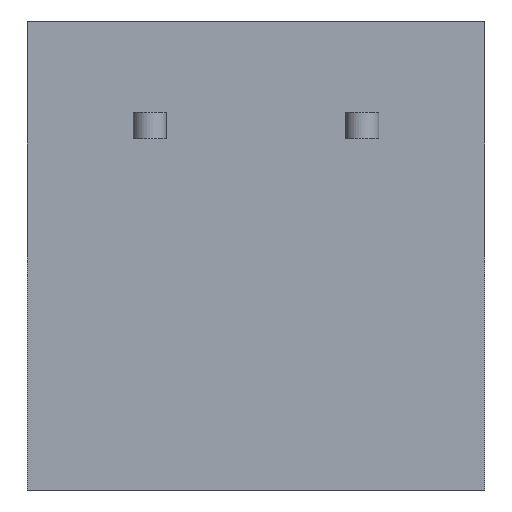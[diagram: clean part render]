
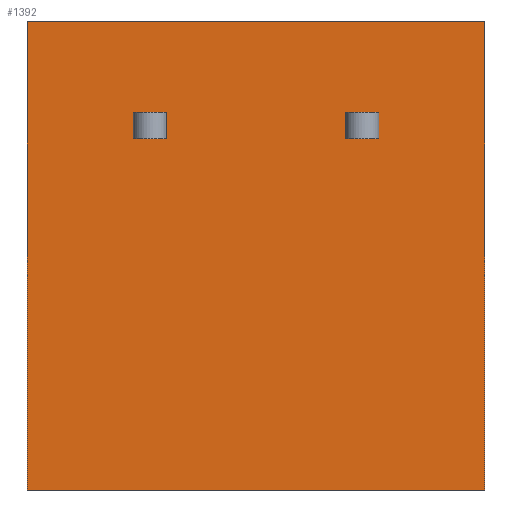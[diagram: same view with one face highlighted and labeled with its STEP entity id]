
A CAD part, front view. The second image highlights one B-rep face of the part: STEP entity #1392.
In plain terms, the highlighted planar face has unit normal (0, -1, 0).
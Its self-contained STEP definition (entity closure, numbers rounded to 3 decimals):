
#98=FACE_OUTER_BOUND('',#176,.T.);
#176=EDGE_LOOP('',(#1075,#1076,#1077,#1078));
#290=LINE('',#2103,#462);
#298=LINE('',#2124,#470);
#300=LINE('',#2128,#472);
#302=LINE('',#2131,#474);
#462=VECTOR('',#1696,10.);
#470=VECTOR('',#1722,10.);
#472=VECTOR('',#1726,10.);
#474=VECTOR('',#1730,10.);
#622=VERTEX_POINT('',#2100);
#623=VERTEX_POINT('',#2102);
#627=VERTEX_POINT('',#2123);
#628=VERTEX_POINT('',#2127);
#776=EDGE_CURVE('',#622,#623,#290,.T.);
#786=EDGE_CURVE('',#627,#623,#298,.T.);
#788=EDGE_CURVE('',#627,#628,#300,.T.);
#790=EDGE_CURVE('',#622,#628,#302,.T.);
#1075=ORIENTED_EDGE('',*,*,#790,.T.);
#1076=ORIENTED_EDGE('',*,*,#788,.F.);
#1077=ORIENTED_EDGE('',*,*,#786,.T.);
#1078=ORIENTED_EDGE('',*,*,#776,.F.);
#1320=PLANE('',#1501);
#1392=ADVANCED_FACE('',(#98),#1320,.T.);
#1501=AXIS2_PLACEMENT_3D('',#2132,#1731,#1732);
#1696=DIRECTION('',(-1.,0.,0.));
#1722=DIRECTION('',(0.,0.,-1.));
#1726=DIRECTION('',(1.,0.,0.));
#1730=DIRECTION('',(0.,0.,1.));
#1731=DIRECTION('center_axis',(0.,-1.,0.));
#1732=DIRECTION('ref_axis',(1.,0.,0.));
#2100=CARTESIAN_POINT('',(6.85,0.,-10.9));
#2102=CARTESIAN_POINT('',(-6.85,0.,-10.9));
#2103=CARTESIAN_POINT('',(6.85,0.,-10.9));
#2123=CARTESIAN_POINT('',(-6.85,0.,3.1));
#2124=CARTESIAN_POINT('',(-6.85,0.,0.));
#2127=CARTESIAN_POINT('',(6.85,0.,3.1));
#2128=CARTESIAN_POINT('',(6.85,0.,3.1));
#2131=CARTESIAN_POINT('',(6.85,0.,0.));
#2132=CARTESIAN_POINT('Origin',(-6.85,0.,0.));
